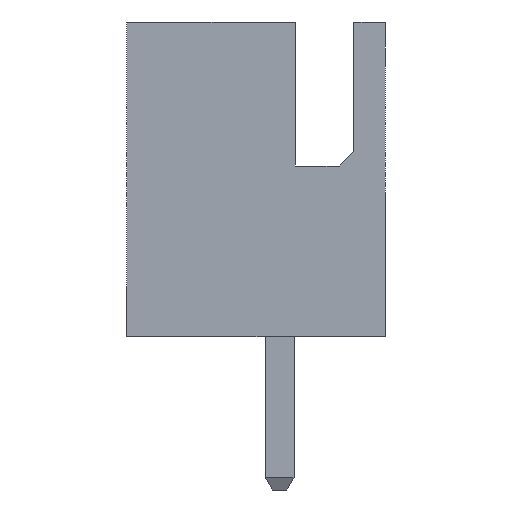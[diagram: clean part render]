
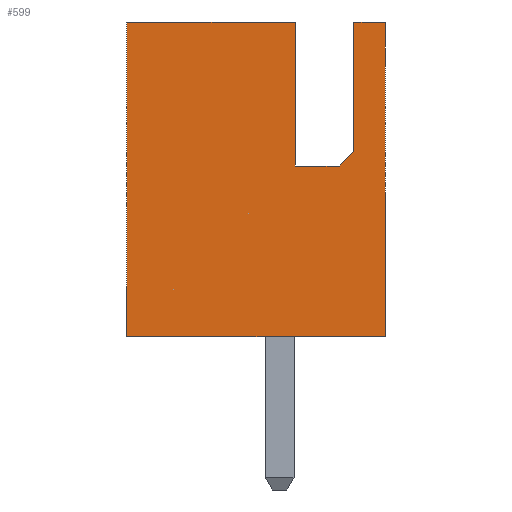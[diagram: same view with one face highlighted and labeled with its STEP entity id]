
A CAD part, left-side view. The second image highlights one B-rep face of the part: STEP entity #599.
In plain terms, the highlighted planar face has unit normal (-1, 0, 0).
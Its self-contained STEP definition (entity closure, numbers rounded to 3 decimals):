
#599=ADVANCED_FACE('',(#1316),#1318,.T.);
#1316=FACE_BOUND('',#1317,.T.);
#1317=EDGE_LOOP('',(#1908,#1909,#1910,#1911,#1912,#1913,#1914,#1915,#1916));
#1318=PLANE('',#1319);
#1319=AXIS2_PLACEMENT_3D('',#1320,#1321,#1322);
#1320=CARTESIAN_POINT('',(-15.05,3.4,0.));
#1321=DIRECTION('',(-1.,0.,0.));
#1322=DIRECTION('',(0.,-1.,0.));
#1908=ORIENTED_EDGE('',*,*,#2294,.T.);
#1909=ORIENTED_EDGE('',*,*,#2295,.T.);
#1910=ORIENTED_EDGE('',*,*,#2296,.F.);
#1911=ORIENTED_EDGE('',*,*,#2242,.F.);
#1912=ORIENTED_EDGE('',*,*,#2257,.T.);
#1913=ORIENTED_EDGE('',*,*,#2289,.T.);
#1914=ORIENTED_EDGE('',*,*,#2297,.F.);
#1915=ORIENTED_EDGE('',*,*,#2298,.T.);
#1916=ORIENTED_EDGE('',*,*,#2299,.T.);
#2242=EDGE_CURVE('',#2540,#2542,#2543,.T.);
#2257=EDGE_CURVE('',#2540,#2564,#2566,.T.);
#2289=EDGE_CURVE('',#2564,#2616,#2618,.T.);
#2294=EDGE_CURVE('',#2623,#2624,#2625,.F.);
#2295=EDGE_CURVE('',#2624,#2626,#2627,.F.);
#2296=EDGE_CURVE('',#2542,#2626,#2628,.T.);
#2297=EDGE_CURVE('',#2629,#2616,#2630,.T.);
#2298=EDGE_CURVE('',#2629,#2631,#2632,.F.);
#2299=EDGE_CURVE('',#2631,#2623,#2633,.F.);
#2540=VERTEX_POINT('',#3073);
#2542=VERTEX_POINT('',#3077);
#2543=LINE('',#3078,#3079);
#2564=VERTEX_POINT('',#3127);
#2566=LINE('',#3131,#3132);
#2616=VERTEX_POINT('',#3243);
#2618=LINE('',#3247,#3248);
#2623=VERTEX_POINT('',#3262);
#2624=VERTEX_POINT('',#3263);
#2625=LINE('',#3264,#3265);
#2626=VERTEX_POINT('',#3267);
#2627=LINE('',#3268,#3269);
#2628=LINE('',#3271,#3272);
#2629=VERTEX_POINT('',#3274);
#2630=LINE('',#3275,#3276);
#2631=VERTEX_POINT('',#3278);
#2632=LINE('',#3279,#3280);
#2633=LINE('',#3282,#3283);
#3073=CARTESIAN_POINT('',(-15.05,3.4,0.));
#3077=CARTESIAN_POINT('',(-15.05,3.4,7.));
#3078=CARTESIAN_POINT('',(-15.05,3.4,0.));
#3079=VECTOR('',#3080,1.);
#3080=DIRECTION('',(0.,0.,1.));
#3127=CARTESIAN_POINT('',(-15.05,-2.35,0.));
#3131=CARTESIAN_POINT('',(-15.05,3.4,0.));
#3132=VECTOR('',#3133,1.);
#3133=DIRECTION('',(0.,-1.,0.));
#3243=CARTESIAN_POINT('',(-15.05,-2.35,7.));
#3247=CARTESIAN_POINT('',(-15.05,-2.35,0.));
#3248=VECTOR('',#3249,1.);
#3249=DIRECTION('',(0.,0.,1.));
#3262=CARTESIAN_POINT('',(-15.05,-1.325,3.8));
#3263=CARTESIAN_POINT('',(-15.05,-0.35,3.8));
#3264=CARTESIAN_POINT('',(-15.05,-0.35,3.8));
#3265=VECTOR('',#3266,1.);
#3266=DIRECTION('',(0.,-1.,0.));
#3267=CARTESIAN_POINT('',(-15.05,-0.35,7.));
#3268=CARTESIAN_POINT('',(-15.05,-0.35,7.));
#3269=VECTOR('',#3270,1.);
#3270=DIRECTION('',(0.,0.,-1.));
#3271=CARTESIAN_POINT('',(-15.05,3.4,7.));
#3272=VECTOR('',#3273,1.);
#3273=DIRECTION('',(0.,-1.,0.));
#3274=CARTESIAN_POINT('',(-15.05,-1.65,7.));
#3275=CARTESIAN_POINT('',(-15.05,-1.65,7.));
#3276=VECTOR('',#3277,1.);
#3277=DIRECTION('',(0.,-1.,0.));
#3278=CARTESIAN_POINT('',(-15.05,-1.65,4.125));
#3279=CARTESIAN_POINT('',(-15.05,-1.65,4.125));
#3280=VECTOR('',#3281,1.);
#3281=DIRECTION('',(0.,0.,1.));
#3282=CARTESIAN_POINT('',(-15.05,-1.325,3.8));
#3283=VECTOR('',#3284,1.);
#3284=DIRECTION('',(0.,-0.707,0.707));
